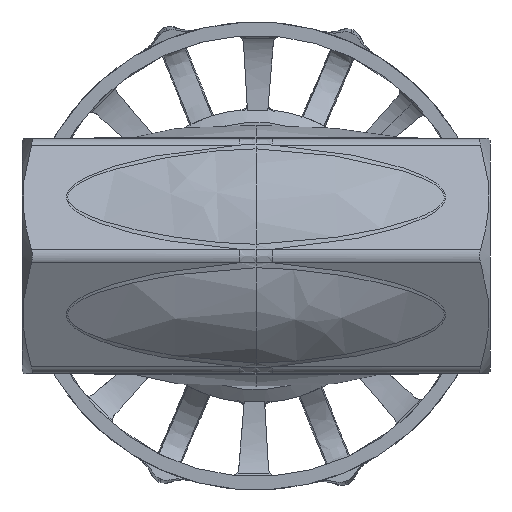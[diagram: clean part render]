
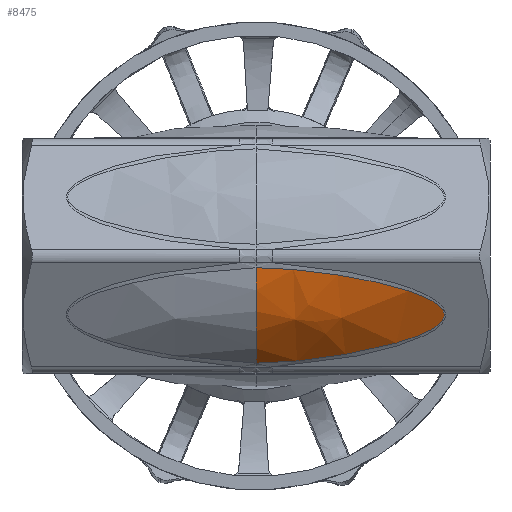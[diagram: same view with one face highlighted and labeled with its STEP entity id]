
A CAD part, front view. The second image highlights one B-rep face of the part: STEP entity #8475.
In plain terms, the highlighted free-form (B-spline) face has degree [2, 2] with [3, 9] control points.
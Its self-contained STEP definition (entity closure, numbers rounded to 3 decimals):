
#172=(
BOUNDED_SURFACE()
B_SPLINE_SURFACE(2,2,((#25556,#25557,#25558,#25559,#25560,#25561,#25562,
#25563,#25564),(#25565,#25566,#25567,#25568,#25569,#25570,#25571,#25572,
#25573),(#25574,#25575,#25576,#25577,#25578,#25579,#25580,#25581,#25582)),
 .UNSPECIFIED.,.F.,.T.,.F.)
B_SPLINE_SURFACE_WITH_KNOTS((3,3),(3,2,2,2,3),(1.,2.),(0.,1.571,
3.142,4.712,6.283),.UNSPECIFIED.)
GEOMETRIC_REPRESENTATION_ITEM()
RATIONAL_B_SPLINE_SURFACE(((1.,0.707,1.,0.707,1.,
0.707,1.,0.707,1.),(1.,0.707,1.,0.707,
1.,0.707,1.,0.707,1.),(1.,0.707,1.,
0.707,1.,0.707,1.,0.707,1.)))
REPRESENTATION_ITEM('')
SURFACE()
);
#828=B_SPLINE_CURVE_WITH_KNOTS('',3,(#25387,#25388,#25389,#25390,#25391,
#25392,#25393,#25394,#25395,#25396,#25397,#25398,#25399,#25400,#25401,#25402,
#25403,#25404,#25405),.UNSPECIFIED.,.F.,.F.,(4,1,1,1,1,1,1,1,1,1,1,1,1,
1,1,1,4),(0.,0.885,1.328,1.77,
2.213,2.655,2.803,2.95,3.098,
3.245,3.393,3.54,3.835,4.131,
4.426,5.311,6.196),.UNSPECIFIED.);
#2190=FACE_OUTER_BOUND('',#2665,.T.);
#2665=EDGE_LOOP('',(#7460,#7461));
#2952=CIRCLE('',#9175,19.6);
#3750=VERTEX_POINT('',#25288);
#3751=VERTEX_POINT('',#25290);
#4994=EDGE_CURVE('',#3751,#3750,#828,.T.);
#4995=EDGE_CURVE('',#3750,#3751,#2952,.T.);
#7460=ORIENTED_EDGE('',*,*,#4994,.F.);
#7461=ORIENTED_EDGE('',*,*,#4995,.F.);
#8475=ADVANCED_FACE('',(#2190),#172,.T.);
#9175=AXIS2_PLACEMENT_3D('',#25433,#10582,#10583);
#10582=DIRECTION('center_axis',(-1.,0.,0.));
#10583=DIRECTION('ref_axis',(0.,0.,1.));
#25288=CARTESIAN_POINT('',(35.,-11.284,-16.026));
#25290=CARTESIAN_POINT('',(35.,-19.521,-1.759));
#25387=CARTESIAN_POINT('Ctrl Pts',(35.,-19.521,-1.759));
#25388=CARTESIAN_POINT('Ctrl Pts',(37.884,-19.521,-1.759));
#25389=CARTESIAN_POINT('Ctrl Pts',(42.253,-19.298,-2.118));
#25390=CARTESIAN_POINT('Ctrl Pts',(48.022,-18.792,-2.93));
#25391=CARTESIAN_POINT('Ctrl Pts',(52.3,-18.301,-3.721));
#25392=CARTESIAN_POINT('Ctrl Pts',(56.518,-17.669,-4.746));
#25393=CARTESIAN_POINT('Ctrl Pts',(59.678,-17.029,-5.797));
#25394=CARTESIAN_POINT('Ctrl Pts',(61.71,-16.382,-6.877));
#25395=CARTESIAN_POINT('Ctrl Pts',(62.759,-15.905,-7.681));
#25396=CARTESIAN_POINT('Ctrl Pts',(63.334,-15.251,-8.803));
#25397=CARTESIAN_POINT('Ctrl Pts',(62.764,-14.6,-9.941));
#25398=CARTESIAN_POINT('Ctrl Pts',(61.708,-14.147,-10.748));
#25399=CARTESIAN_POINT('Ctrl Pts',(60.09,-13.654,-11.634));
#25400=CARTESIAN_POINT('Ctrl Pts',(57.872,-13.194,-12.473));
#25401=CARTESIAN_POINT('Ctrl Pts',(55.11,-12.75,-13.29));
#25402=CARTESIAN_POINT('Ctrl Pts',(50.419,-12.145,-14.413));
#25403=CARTESIAN_POINT('Ctrl Pts',(43.707,-11.55,-15.528));
#25404=CARTESIAN_POINT('Ctrl Pts',(37.884,-11.284,-16.026));
#25405=CARTESIAN_POINT('Ctrl Pts',(35.,-11.284,-16.026));
#25433=CARTESIAN_POINT('Origin',(35.,0.,0.));
#25556=CARTESIAN_POINT('Ctrl Pts',(35.,0.,19.6));
#25557=CARTESIAN_POINT('Ctrl Pts',(35.,19.6,19.6));
#25558=CARTESIAN_POINT('Ctrl Pts',(35.,19.6,0.));
#25559=CARTESIAN_POINT('Ctrl Pts',(35.,19.6,-19.6));
#25560=CARTESIAN_POINT('Ctrl Pts',(35.,0.,-19.6));
#25561=CARTESIAN_POINT('Ctrl Pts',(35.,-19.6,-19.6));
#25562=CARTESIAN_POINT('Ctrl Pts',(35.,-19.6,0.));
#25563=CARTESIAN_POINT('Ctrl Pts',(35.,-19.6,19.6));
#25564=CARTESIAN_POINT('Ctrl Pts',(35.,0.,19.6));
#25565=CARTESIAN_POINT('Ctrl Pts',(44.306,0.,19.6));
#25566=CARTESIAN_POINT('Ctrl Pts',(44.306,19.6,19.6));
#25567=CARTESIAN_POINT('Ctrl Pts',(44.306,19.6,0.));
#25568=CARTESIAN_POINT('Ctrl Pts',(44.306,19.6,-19.6));
#25569=CARTESIAN_POINT('Ctrl Pts',(44.306,0.,-19.6));
#25570=CARTESIAN_POINT('Ctrl Pts',(44.306,-19.6,-19.6));
#25571=CARTESIAN_POINT('Ctrl Pts',(44.306,-19.6,0.));
#25572=CARTESIAN_POINT('Ctrl Pts',(44.306,-19.6,19.6));
#25573=CARTESIAN_POINT('Ctrl Pts',(44.306,0.,19.6));
#25574=CARTESIAN_POINT('Ctrl Pts',(63.247,0.,17.6));
#25575=CARTESIAN_POINT('Ctrl Pts',(63.247,17.6,17.6));
#25576=CARTESIAN_POINT('Ctrl Pts',(63.247,17.6,0.));
#25577=CARTESIAN_POINT('Ctrl Pts',(63.247,17.6,-17.6));
#25578=CARTESIAN_POINT('Ctrl Pts',(63.247,0.,-17.6));
#25579=CARTESIAN_POINT('Ctrl Pts',(63.247,-17.6,-17.6));
#25580=CARTESIAN_POINT('Ctrl Pts',(63.247,-17.6,0.));
#25581=CARTESIAN_POINT('Ctrl Pts',(63.247,-17.6,17.6));
#25582=CARTESIAN_POINT('Ctrl Pts',(63.247,0.,17.6));
